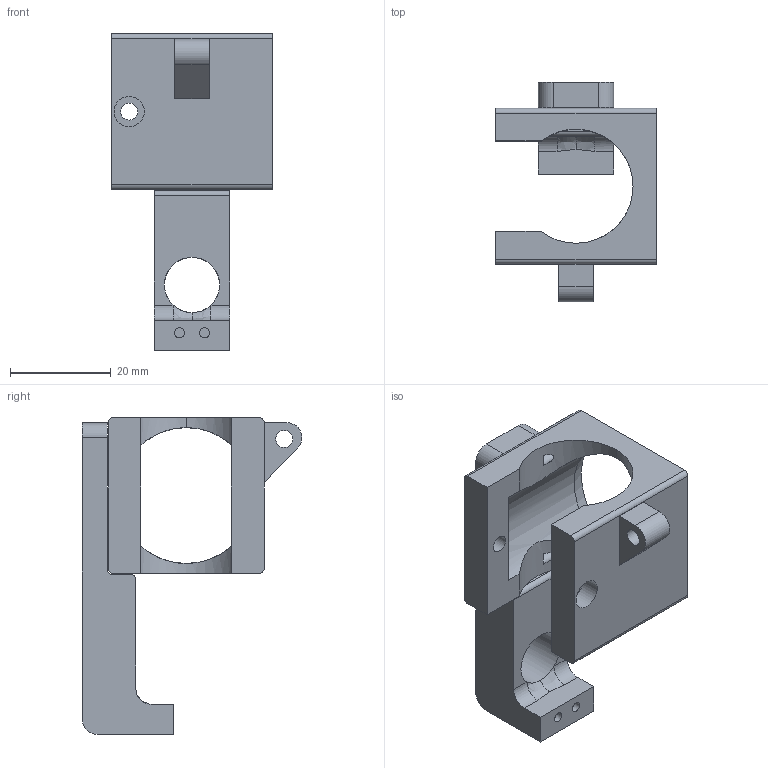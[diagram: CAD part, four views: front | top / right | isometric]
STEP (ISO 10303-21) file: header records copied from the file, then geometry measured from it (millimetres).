
FILE_DESCRIPTION(('FreeCAD Model'),'2;1');
FILE_NAME('Small Fan Duct and Auto level mount.step','2017-04-30T05:05:59',('Ax Smith-Laffin'),( 'AxMod Box Mods Limited'),'Open CASCADE STEP processor 6.8', 'FreeCAD','Unknown');
FILE_SCHEMA(('AUTOMOTIVE_DESIGN_CC2 { 1 2 10303 214 -1 1 5 4 }'));
Length unit declared in the file: millimetre
Products named in the file (3): ASSEMBLY; Duct; Microswitch_Mount
Assembly tree (2 placements, depth 2):
  ASSEMBLY
    Duct
    Microswitch_Mount
Bounding box: 32 x 43.7 x 63 mm (x, y, z)
Volume: 15955.6 mm3; surface area: 10762.7 mm2
Topology: 2 solids, 2 shells, 81 faces, 220 edges, 150 vertices
Faces by surface type: plane 45, cylinder 33, bspline 2, cone 1
Full cylindrical faces by diameter (mm): 2 x2, 3 x4, 3.4 x3, 6 x1, 8.2 x2, 8.8 x2, 11 x1, 27 x1
Entity records: 8043 total; most frequent: CARTESIAN_POINT 3729, DIRECTION 747, ORIENTED_EDGE 440, PCURVE 440, DEFINITIONAL_REPRESENTATION 440, LINE 412, VECTOR 412, EDGE_CURVE 220
